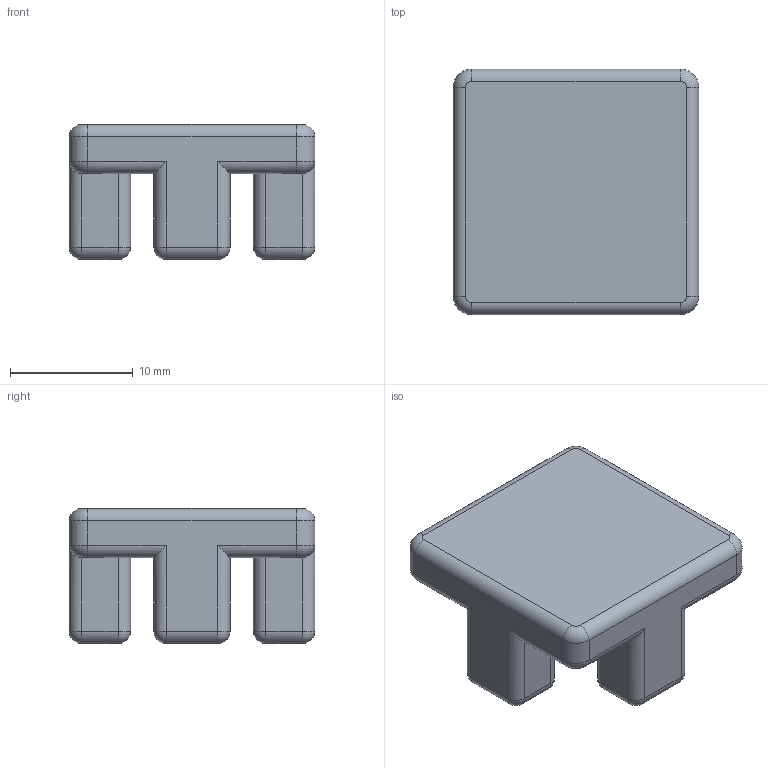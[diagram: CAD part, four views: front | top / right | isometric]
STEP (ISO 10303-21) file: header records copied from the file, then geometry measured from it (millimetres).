
FILE_DESCRIPTION (( 'STEP AP203' ), '1' );
FILE_NAME ('cap.STEP', '2025-12-17T23:31:57', ( '' ), ( '' ), 'SwSTEP 2.0', 'SolidWorks 2025', '' );
FILE_SCHEMA (( 'CONFIG_CONTROL_DESIGN' ));
Length unit declared in the file: millimetre
Products named in the file (1): cap
Bounding box: 20 x 20 x 11 mm (x, y, z)
Volume: 2391.6 mm3; surface area: 1590.4 mm2
Topology: 1 solids, 1 shells, 94 faces, 220 edges, 112 vertices
Faces by surface type: cylinder 48, plane 22, sphere 16, torus 8
Entity records: 2577 total; most frequent: DIRECTION 474, CARTESIAN_POINT 435, ORIENTED_EDGE 408, EDGE_CURVE 204, AXIS2_PLACEMENT_3D 183, VERTEX_POINT 112, LINE 108, VECTOR 108
